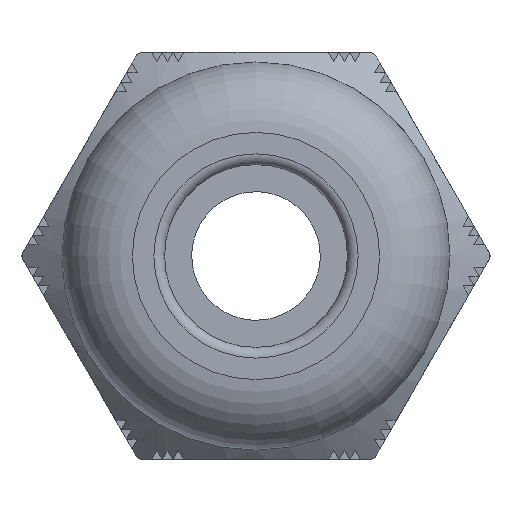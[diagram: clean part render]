
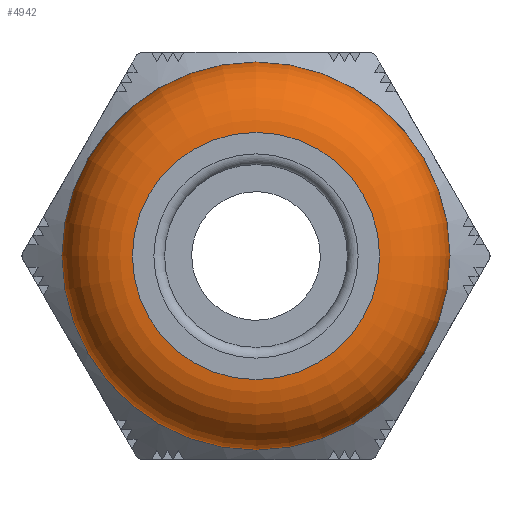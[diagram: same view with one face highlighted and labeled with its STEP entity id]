
A CAD part, left-side view. The second image highlights one B-rep face of the part: STEP entity #4942.
In plain terms, the highlighted toroidal (fillet/blend) face has major radius 5.627 mm and minor radius 3.423 mm.
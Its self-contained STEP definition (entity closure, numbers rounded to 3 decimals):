
#1259=FACE_BOUND('',#1697,.T.);
#1411=FACE_OUTER_BOUND('',#1696,.T.);
#1696=EDGE_LOOP('',(#4026));
#1697=EDGE_LOOP('',(#4027));
#1877=CIRCLE('',#5152,5.765);
#1917=CIRCLE('',#5318,9.05);
#2075=VERTEX_POINT('',#8339);
#2296=VERTEX_POINT('',#9472);
#2586=EDGE_CURVE('',#2075,#2075,#1877,.T.);
#2918=EDGE_CURVE('',#2296,#2296,#1917,.T.);
#4026=ORIENTED_EDGE('',*,*,#2918,.F.);
#4027=ORIENTED_EDGE('',*,*,#2586,.T.);
#4794=TOROIDAL_SURFACE('',#5317,5.627,3.423);
#4942=ADVANCED_FACE('',(#1411,#1259),#4794,.T.);
#5152=AXIS2_PLACEMENT_3D('',#8340,#5638,#5639);
#5317=AXIS2_PLACEMENT_3D('',#9471,#6181,#6182);
#5318=AXIS2_PLACEMENT_3D('',#9473,#6183,#6184);
#5638=DIRECTION('center_axis',(1.,0.,0.));
#5639=DIRECTION('ref_axis',(0.,0.,-1.));
#6181=DIRECTION('center_axis',(1.,0.,0.));
#6182=DIRECTION('ref_axis',(0.,0.,-1.));
#6183=DIRECTION('center_axis',(1.,0.,0.));
#6184=DIRECTION('ref_axis',(0.,0.,-1.));
#8339=CARTESIAN_POINT('',(-15.58,5.765,0.));
#8340=CARTESIAN_POINT('Origin',(-15.58,0.,0.));
#9471=CARTESIAN_POINT('Origin',(-12.16,0.,0.));
#9472=CARTESIAN_POINT('',(-12.16,9.05,0.));
#9473=CARTESIAN_POINT('Origin',(-12.16,0.,0.));
